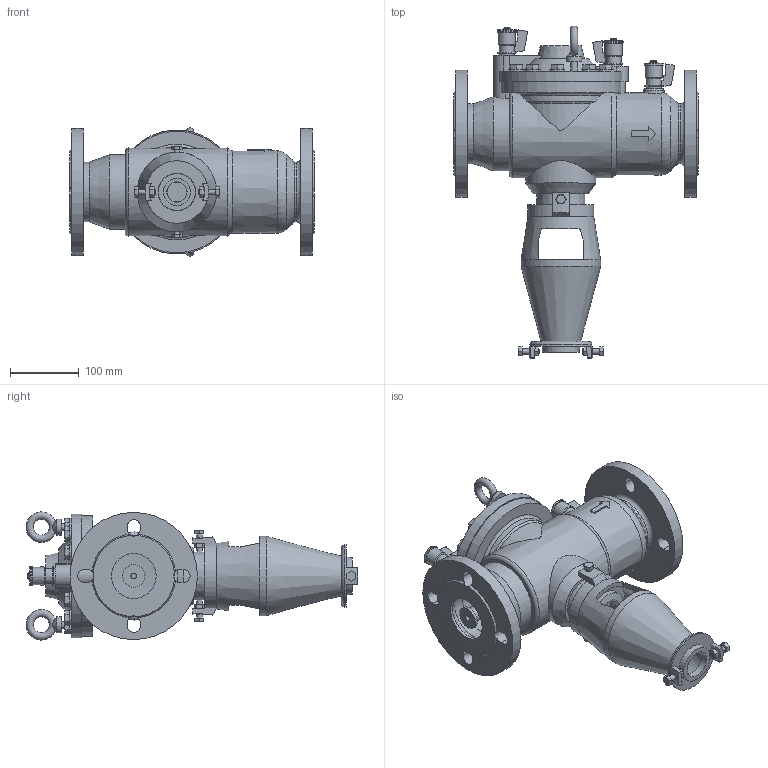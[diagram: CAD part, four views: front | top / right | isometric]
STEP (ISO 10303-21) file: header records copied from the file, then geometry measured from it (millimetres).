
FILE_DESCRIPTION( ( 'STEP AP214' ), '1' );
FILE_NAME( 'socla_ba4760_149B 3486.stp', '2019-09-26T11:58:28', ( '' ), ( '' ), ' ', 'PARTsolutions', ' ' );
FILE_SCHEMA( ( 'AUTOMOTIVE_DESIGN { 1 0 10303 214 1 1 1 1 }' ) );
Length unit declared in the file: millimetre
Products named in the file (1): _socla_ba4760_149B 3486
Bounding box: 356 x 482.68 x 186.42 mm (x, y, z)
Volume: 5475408.9 mm3; surface area: 551034.5 mm2
Topology: 1 solids, 1 shells, 482 faces, 1207 edges, 793 vertices
Faces by surface type: plane 277, cylinder 109, cone 61, torus 35
Full cylindrical faces by diameter (mm): 8 x11, 8.34 x1, 10 x2, 22 x17, 23 x2, 25 x3, 27.094 x1, 28 x3, 33 x1, 39.648 x2, 64.648 x1, 65 x2, 73 x1, 82.5 x1, 87 x1, 87.7 x1, 94 x1, 101.648 x2, 108 x1, 115.648 x1, 185 x2
Entity records: 19695 total; most frequent: CARTESIAN_POINT 4881, DIRECTION 2233, ORIENTED_EDGE 2102, EDGE_CURVE 1051, AXIS2_PLACEMENT_3D 861, VERTEX_POINT 765, EDGE_LOOP 692, FACE_OUTER_BOUND 555
